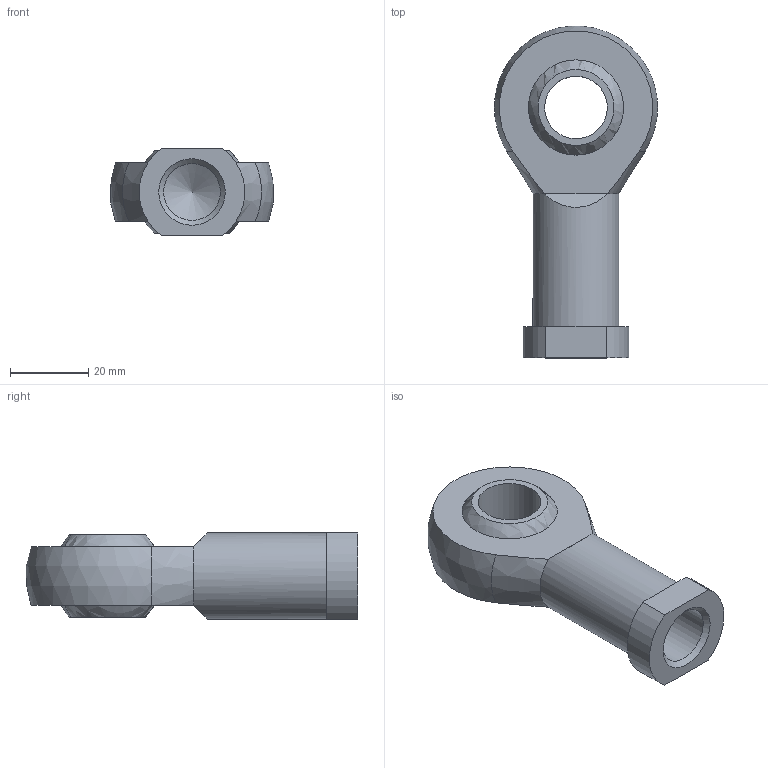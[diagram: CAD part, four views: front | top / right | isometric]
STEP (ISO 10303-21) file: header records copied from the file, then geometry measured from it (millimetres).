
FILE_DESCRIPTION((''),'2;1');
FILE_NAME('1320_63_32F.stp','2006-07-12T11:54:51',('rivolro1'),(''),'Autodesk Inventor 11','Autodesk Inventor 11','');
FILE_SCHEMA(('AUTOMOTIVE_DESIGN { 1 0 10303 214 1 1 1 1 }'));
Length unit declared in the file: millimetre
Products named in the file (3): 1320_63_32F; 1320_63_32F(A); 1320_63_32F(B)
Assembly tree (2 placements, depth 2):
  1320_63_32F
    1320_63_32F(A)
    1320_63_32F(B)
Bounding box: 41.69 x 84.84 x 22 mm (x, y, z)
Volume: 30599.6 mm3; surface area: 12973.6 mm2
Topology: 2 solids, 2 shells, 23 faces, 51 edges, 32 vertices
Faces by surface type: plane 11, cylinder 5, cone 4, sphere 2, bspline 1
Full cylindrical faces by diameter (mm): 14.5 x1, 16 x1, 22 x1
Entity records: 662 total; most frequent: CARTESIAN_POINT 128, DIRECTION 112, ORIENTED_EDGE 78, AXIS2_PLACEMENT_3D 50, EDGE_CURVE 39, EDGE_LOOP 34, VERTEX_POINT 27, FACE_OUTER_BOUND 23
